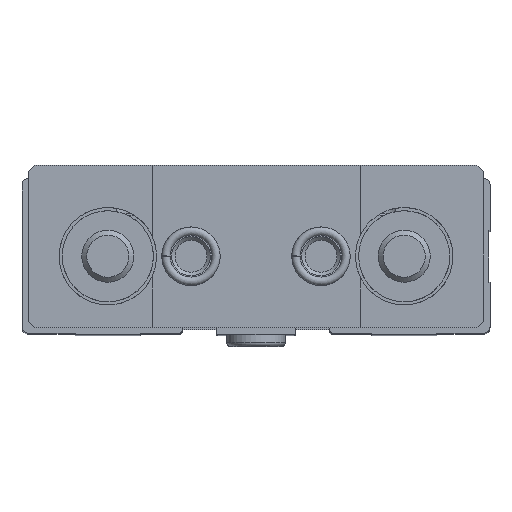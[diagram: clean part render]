
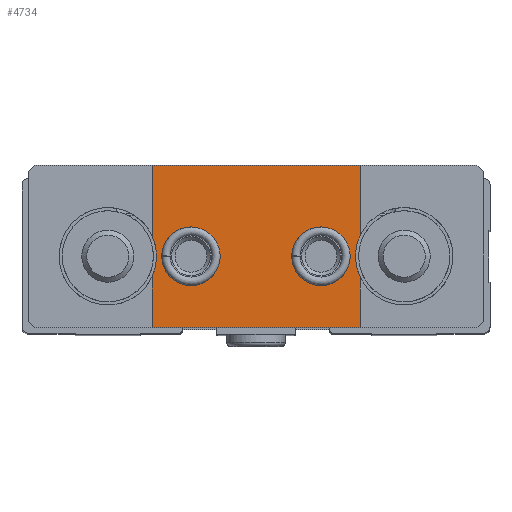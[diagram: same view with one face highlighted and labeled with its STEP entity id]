
A CAD part, top view. The second image highlights one B-rep face of the part: STEP entity #4734.
In plain terms, the highlighted planar face has unit normal (0, 0, 1).
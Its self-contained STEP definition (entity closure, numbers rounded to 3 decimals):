
#491=LINE('',#7796,#821);
#493=LINE('',#7800,#823);
#501=LINE('',#7847,#831);
#503=LINE('',#7851,#833);
#539=LINE('',#7963,#869);
#547=LINE('',#7977,#877);
#821=VECTOR('',#6303,1000.);
#823=VECTOR('',#6307,1000.);
#831=VECTOR('',#6325,1000.);
#833=VECTOR('',#6329,1000.);
#869=VECTOR('',#6409,1000.);
#877=VECTOR('',#6421,1000.);
#1759=ORIENTED_EDGE('',*,*,#2647,.F.);
#1760=ORIENTED_EDGE('',*,*,#2648,.F.);
#1761=ORIENTED_EDGE('',*,*,#2552,.T.);
#1762=ORIENTED_EDGE('',*,*,#2649,.T.);
#1763=ORIENTED_EDGE('',*,*,#2554,.T.);
#1764=ORIENTED_EDGE('',*,*,#2628,.T.);
#1765=ORIENTED_EDGE('',*,*,#2568,.T.);
#1766=ORIENTED_EDGE('',*,*,#2650,.T.);
#1767=ORIENTED_EDGE('',*,*,#2570,.T.);
#1768=ORIENTED_EDGE('',*,*,#2620,.T.);
#2552=EDGE_CURVE('',#3097,#3096,#491,.T.);
#2554=EDGE_CURVE('',#3098,#3099,#493,.T.);
#2568=EDGE_CURVE('',#3112,#3111,#501,.T.);
#2570=EDGE_CURVE('',#3113,#3114,#503,.T.);
#2620=EDGE_CURVE('',#3114,#3097,#539,.T.);
#2628=EDGE_CURVE('',#3099,#3112,#547,.T.);
#2647=EDGE_CURVE('',#3157,#3157,#3421,.T.);
#2648=EDGE_CURVE('',#3158,#3158,#3422,.T.);
#2649=EDGE_CURVE('',#3096,#3098,#3423,.F.);
#2650=EDGE_CURVE('',#3111,#3113,#3424,.F.);
#3096=VERTEX_POINT('',#7795);
#3097=VERTEX_POINT('',#7797);
#3098=VERTEX_POINT('',#7801);
#3099=VERTEX_POINT('',#7802);
#3111=VERTEX_POINT('',#7846);
#3112=VERTEX_POINT('',#7848);
#3113=VERTEX_POINT('',#7852);
#3114=VERTEX_POINT('',#7853);
#3157=VERTEX_POINT('',#8008);
#3158=VERTEX_POINT('',#8010);
#3421=CIRCLE('',#5263,4.5);
#3422=CIRCLE('',#5264,4.5);
#3423=CIRCLE('',#5265,7.5);
#3424=CIRCLE('',#5266,7.5);
#3754=EDGE_LOOP('',(#1759));
#3755=EDGE_LOOP('',(#1760));
#3756=EDGE_LOOP('',(#1761,#1762,#1763,#1764,#1765,#1766,#1767,#1768));
#4212=FACE_BOUND('',#3754,.T.);
#4213=FACE_BOUND('',#3755,.T.);
#4214=FACE_BOUND('',#3756,.T.);
#4496=PLANE('',#5262);
#4734=ADVANCED_FACE('',(#4212,#4213,#4214),#4496,.T.);
#5262=AXIS2_PLACEMENT_3D('',#8006,#6453,#6454);
#5263=AXIS2_PLACEMENT_3D('',#8007,#6455,#6456);
#5264=AXIS2_PLACEMENT_3D('',#8009,#6457,#6458);
#5265=AXIS2_PLACEMENT_3D('',#8011,#6459,#6460);
#5266=AXIS2_PLACEMENT_3D('',#8012,#6461,#6462);
#6303=DIRECTION('',(0.,-1.,0.));
#6307=DIRECTION('',(0.,-1.,0.));
#6325=DIRECTION('',(0.,1.,0.));
#6329=DIRECTION('',(0.,1.,0.));
#6409=DIRECTION('',(-1.,0.,0.));
#6421=DIRECTION('',(1.,0.,0.));
#6453=DIRECTION('',(0.,0.,1.));
#6454=DIRECTION('',(1.,0.,0.));
#6455=DIRECTION('',(0.,0.,1.));
#6456=DIRECTION('',(1.,0.,0.));
#6457=DIRECTION('',(0.,0.,1.));
#6458=DIRECTION('',(1.,0.,0.));
#6459=DIRECTION('',(0.,0.,1.));
#6460=DIRECTION('',(1.,0.,0.));
#6461=DIRECTION('',(0.,0.,1.));
#6462=DIRECTION('',(1.,0.,0.));
#7795=CARTESIAN_POINT('',(-16.,3.164,22.));
#7796=CARTESIAN_POINT('',(-16.,0.,22.));
#7797=CARTESIAN_POINT('',(-16.,14.,22.));
#7800=CARTESIAN_POINT('',(-16.,0.,22.));
#7801=CARTESIAN_POINT('',(-16.,-3.164,22.));
#7802=CARTESIAN_POINT('',(-16.,-11.,22.));
#7846=CARTESIAN_POINT('',(16.,-3.164,22.));
#7847=CARTESIAN_POINT('',(16.,0.,22.));
#7848=CARTESIAN_POINT('',(16.,-11.,22.));
#7851=CARTESIAN_POINT('',(16.,0.,22.));
#7852=CARTESIAN_POINT('',(16.,3.164,22.));
#7853=CARTESIAN_POINT('',(16.,14.,22.));
#7963=CARTESIAN_POINT('',(35.,14.,22.));
#7977=CARTESIAN_POINT('',(-35.,-11.,22.));
#8006=CARTESIAN_POINT('',(0.,0.,22.));
#8007=CARTESIAN_POINT('',(-10.,0.,22.));
#8008=CARTESIAN_POINT('',(-5.5,0.,22.));
#8009=CARTESIAN_POINT('',(10.,0.,22.));
#8010=CARTESIAN_POINT('',(14.5,0.,22.));
#8011=CARTESIAN_POINT('',(-22.8,0.,22.));
#8012=CARTESIAN_POINT('',(22.8,0.,22.));
